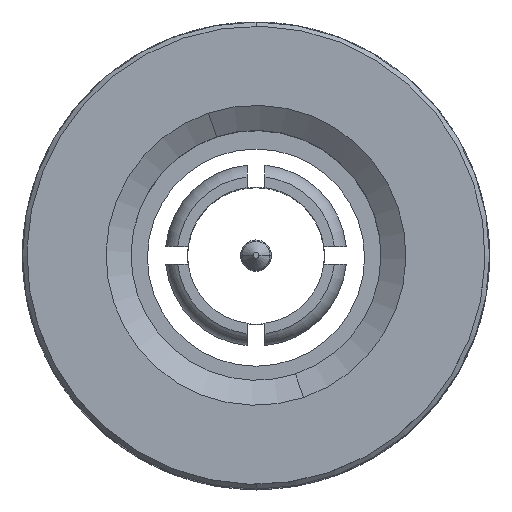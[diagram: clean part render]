
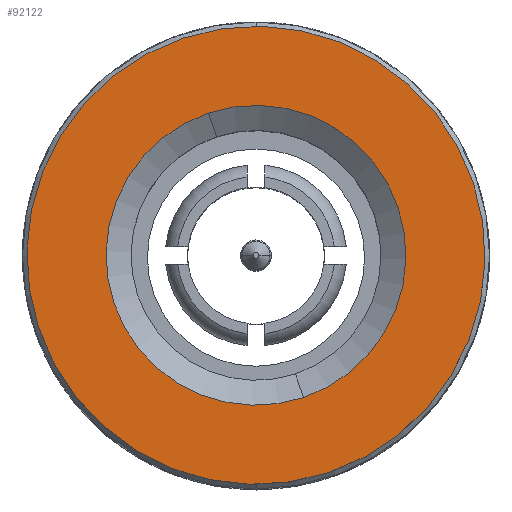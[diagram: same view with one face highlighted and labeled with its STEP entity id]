
A CAD part, top view. The second image highlights one B-rep face of the part: STEP entity #92122.
In plain terms, the highlighted planar face has unit normal (0, 0, 1).
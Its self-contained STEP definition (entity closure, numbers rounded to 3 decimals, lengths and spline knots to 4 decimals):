
#6332 = EDGE_CURVE ( 'NONE', #74929, #10648, #94252, .T. ) ;
#9450 = FACE_BOUND ( 'NONE', #41815, .T. ) ;
#10164 = DIRECTION ( 'NONE',  ( 0., 0., 1. ) ) ;
#10648 = VERTEX_POINT ( 'NONE', #12167 ) ;
#12167 = CARTESIAN_POINT ( 'NONE',  ( 0.797, -2.3907, 29.03 ) ) ;
#18680 = CARTESIAN_POINT ( 'NONE',  ( 1.2176, -3.6524, 29.03 ) ) ;
#20536 = DIRECTION ( 'NONE',  ( 0., 0., -1. ) ) ;
#29871 = ORIENTED_EDGE ( 'NONE', *, *, #86572, .F. ) ;
#30278 = CARTESIAN_POINT ( 'NONE',  ( -1.2176, 3.6524, 29.03 ) ) ;
#36795 = ORIENTED_EDGE ( 'NONE', *, *, #64168, .T. ) ;
#41815 = EDGE_LOOP ( 'NONE', ( #36795, #135050 ) ) ;
#43261 = ORIENTED_EDGE ( 'NONE', *, *, #129942, .F. ) ;
#45385 = DIRECTION ( 'NONE',  ( 0., 0., -1. ) ) ;
#51764 = DIRECTION ( 'NONE',  ( 0.316, -0.949, 0. ) ) ;
#53185 = FACE_OUTER_BOUND ( 'NONE', #127281, .T. ) ;
#64168 = EDGE_CURVE ( 'NONE', #10648, #74929, #87276, .T. ) ;
#67213 = CIRCLE ( 'NONE', #113065, 3.85 ) ;
#74244 = CARTESIAN_POINT ( 'NONE',  ( 0., 0., 29.03 ) ) ;
#74929 = VERTEX_POINT ( 'NONE', #124648 ) ;
#78096 = AXIS2_PLACEMENT_3D ( 'NONE', #74244, #20536, #119405 ) ;
#81022 = VERTEX_POINT ( 'NONE', #130347 ) ;
#82406 = AXIS2_PLACEMENT_3D ( 'NONE', #105002, #116449, #93531 ) ;
#83315 = AXIS2_PLACEMENT_3D ( 'NONE', #30278, #10164, #51764 ) ;
#86572 = EDGE_CURVE ( 'NONE', #89958, #81022, #132749, .T. ) ;
#87276 = CIRCLE ( 'NONE', #78096, 2.52 ) ;
#89090 = CARTESIAN_POINT ( 'NONE',  ( 0., 0., 29.03 ) ) ;
#89958 = VERTEX_POINT ( 'NONE', #18680 ) ;
#92122 = ADVANCED_FACE ( 'NONE', ( #9450, #53185 ), #94788, .T. ) ;
#93072 = DIRECTION ( 'NONE',  ( 0., 0., -1. ) ) ;
#93531 = DIRECTION ( 'NONE',  ( -0.316, 0.949, 0. ) ) ;
#94252 = CIRCLE ( 'NONE', #130846, 2.52 ) ;
#94788 = PLANE ( 'NONE',  #83315 ) ;
#104564 = DIRECTION ( 'NONE',  ( -0.316, 0.949, 0. ) ) ;
#105002 = CARTESIAN_POINT ( 'NONE',  ( 0., 0., 29.03 ) ) ;
#113065 = AXIS2_PLACEMENT_3D ( 'NONE', #126026, #93072, #104564 ) ;
#116449 = DIRECTION ( 'NONE',  ( 0., 0., -1. ) ) ;
#119405 = DIRECTION ( 'NONE',  ( -0.316, 0.949, 0. ) ) ;
#124648 = CARTESIAN_POINT ( 'NONE',  ( -0.797, 2.3907, 29.03 ) ) ;
#126026 = CARTESIAN_POINT ( 'NONE',  ( 0., 0., 29.03 ) ) ;
#127281 = EDGE_LOOP ( 'NONE', ( #43261, #29871 ) ) ;
#129942 = EDGE_CURVE ( 'NONE', #81022, #89958, #67213, .T. ) ;
#130347 = CARTESIAN_POINT ( 'NONE',  ( -1.2176, 3.6524, 29.03 ) ) ;
#130846 = AXIS2_PLACEMENT_3D ( 'NONE', #89090, #45385, #134910 ) ;
#132749 = CIRCLE ( 'NONE', #82406, 3.85 ) ;
#134910 = DIRECTION ( 'NONE',  ( -0.316, 0.949, 0. ) ) ;
#135050 = ORIENTED_EDGE ( 'NONE', *, *, #6332, .T. ) ;
